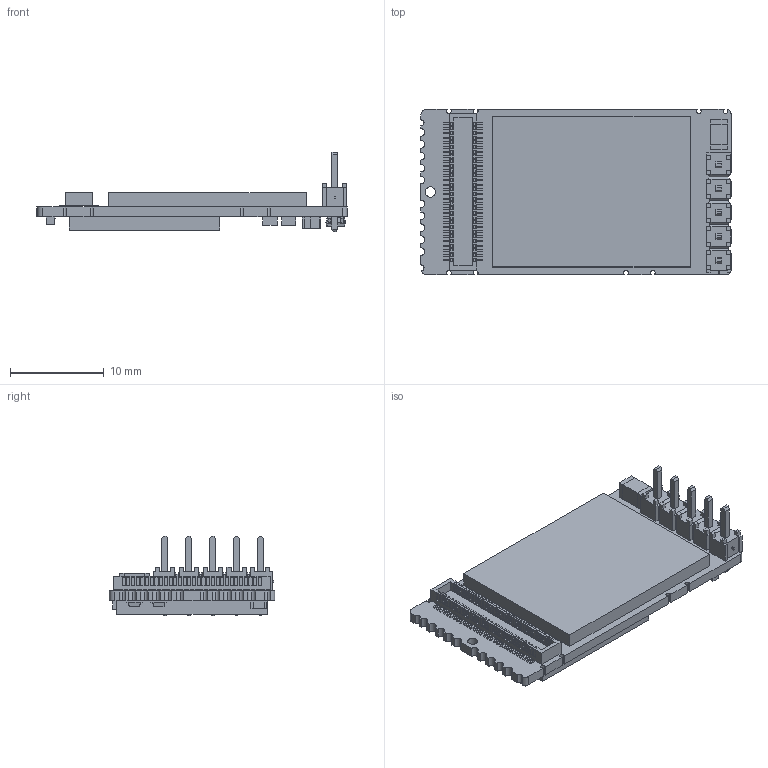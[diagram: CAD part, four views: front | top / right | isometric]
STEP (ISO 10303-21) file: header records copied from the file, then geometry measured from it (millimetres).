
FILE_DESCRIPTION (( 'STEP AP214' ), '1' );
FILE_NAME ('DEN-NET-X.STEP', '2023-05-22T12:37:47', ( '' ), ( '' ), 'SwSTEP 2.0', 'SolidWorks 2022', '' );
FILE_SCHEMA (( 'AUTOMOTIVE_DESIGN' ));
Length unit declared in the file: millimetre
Products named in the file (1): DEN-NET-X
Bounding box: 33 x 17.6 x 8.51 mm (x, y, z)
Surface area: 2130.2 mm2 (no closed solid volume)
Topology: 0 solids, 22 shells, 1470 faces, 4261 edges, 2774 vertices
Faces by surface type: plane 1334, cylinder 120, sphere 16
Full cylindrical faces by diameter (mm): 0.3 x6, 1 x1, 1.1 x1
Entity records: 63668 total; most frequent: CARTESIAN_POINT 8532, ORIENTED_EDGE 8398, DIRECTION 7387, EDGE_CURVE 4239, LINE 3997, VECTOR 3997, VERTEX_POINT 2768, AXIS2_PLACEMENT_3D 1695
